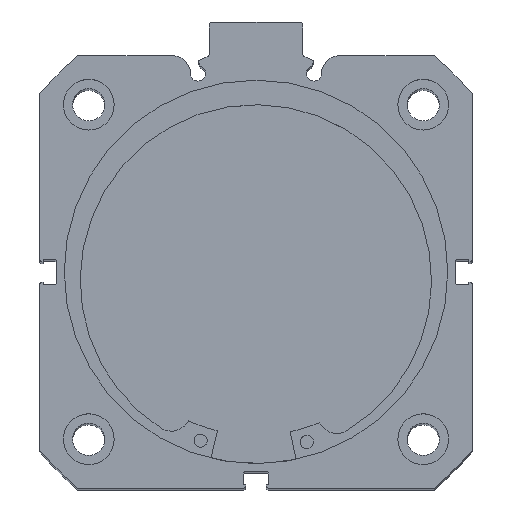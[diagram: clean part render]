
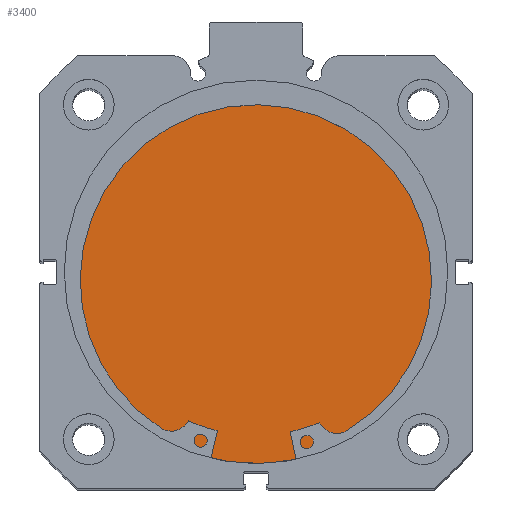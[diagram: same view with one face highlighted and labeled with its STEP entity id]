
A CAD part, top view. The second image highlights one B-rep face of the part: STEP entity #3400.
In plain terms, the highlighted face is planar.
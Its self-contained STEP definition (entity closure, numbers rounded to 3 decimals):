
#102 = EDGE_LOOP ( 'NONE', ( #2944, #3211 ) ) ;
#925 = EDGE_CURVE ( 'NONE', #3575, #3619, #1600, .T. ) ;
#927 = EDGE_CURVE ( 'NONE', #3619, #3575, #1604, .T. ) ;
#1161 = AXIS2_PLACEMENT_3D ( 'NONE', #5973, #5980, #5981 ) ;
#1163 = AXIS2_PLACEMENT_3D ( 'NONE', #5979, #5986, #5987 ) ;
#1600 = CIRCLE ( 'NONE', #1161, 51. ) ;
#1604 = CIRCLE ( 'NONE', #1163, 51. ) ;
#1785 = FACE_OUTER_BOUND ( 'NONE', #102, .T. ) ;
#2944 = ORIENTED_EDGE ( 'NONE', *, *, #927, .F. ) ;
#3211 = ORIENTED_EDGE ( 'NONE', *, *, #925, .F. ) ;
#3400 = ADVANCED_FACE ( 'NONE', ( #1785 ), #4201, .F. ) ;
#3575 = VERTEX_POINT ( 'NONE', #5299 ) ;
#3619 = VERTEX_POINT ( 'NONE', #5375 ) ;
#3836 = AXIS2_PLACEMENT_3D ( 'NONE', #4200, #4203, #4204 ) ;
#4200 = CARTESIAN_POINT ( 'NONE',  ( 13., 51., 0. ) ) ;
#4201 = PLANE ( 'NONE',  #3836 ) ;
#4203 = DIRECTION ( 'NONE',  ( -1., 0., 0. ) ) ;
#4204 = DIRECTION ( 'NONE',  ( 0., 0., 1. ) ) ;
#5299 = CARTESIAN_POINT ( 'NONE',  ( 13., 0., -51. ) ) ;
#5375 = CARTESIAN_POINT ( 'NONE',  ( 13., 0., 51. ) ) ;
#5973 = CARTESIAN_POINT ( 'NONE',  ( 13., 0., 0. ) ) ;
#5979 = CARTESIAN_POINT ( 'NONE',  ( 13., 0., 0. ) ) ;
#5980 = DIRECTION ( 'NONE',  ( -1., 0., 0. ) ) ;
#5981 = DIRECTION ( 'NONE',  ( 0., 0., 1. ) ) ;
#5986 = DIRECTION ( 'NONE',  ( -1., 0., 0. ) ) ;
#5987 = DIRECTION ( 'NONE',  ( 0., 0., 1. ) ) ;
